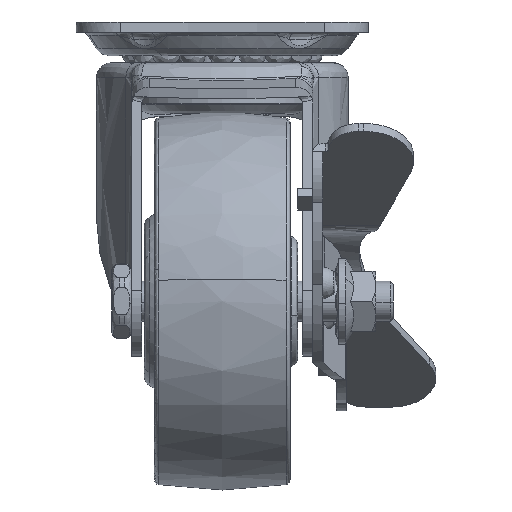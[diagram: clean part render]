
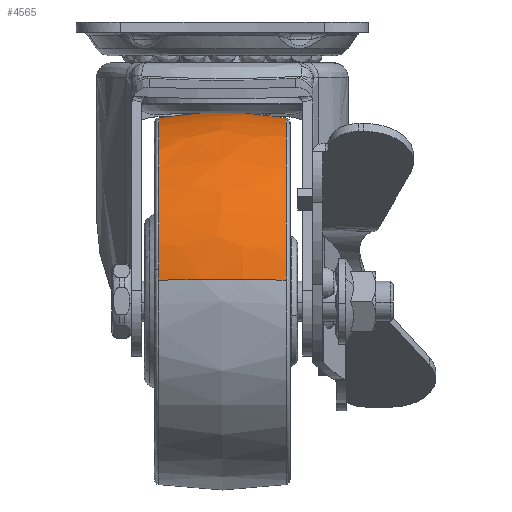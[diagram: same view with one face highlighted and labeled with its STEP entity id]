
A CAD part, left-side view. The second image highlights one B-rep face of the part: STEP entity #4565.
In plain terms, the highlighted free-form (B-spline) face has degree [2, 2] with [5, 3] control points.
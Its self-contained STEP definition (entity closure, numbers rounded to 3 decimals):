
#3833=CARTESIAN_POINT('',(-63.86,12.669,-49.125));
#3834=VERTEX_POINT('',#3833);
#3848=CARTESIAN_POINT('',(-28.0,12.669,-19.078));
#3849=VERTEX_POINT('',#3848);
#3850=CARTESIAN_POINT('',(-28.0,12.669,-19.078));
#3851=CARTESIAN_POINT('',(-58.519,12.669,-19.078));
#3852=CARTESIAN_POINT('',(-63.86,12.669,-49.125));
#3860=(BOUNDED_CURVE()B_SPLINE_CURVE(2,(#3850,#3851,#3852),.UNSPECIFIED.,.F.,.U.)B_SPLINE_CURVE_WITH_KNOTS((3,3),(0.5,0.72),.UNSPECIFIED.)CURVE()GEOMETRIC_REPRESENTATION_ITEM()RATIONAL_B_SPLINE_CURVE((1.0,0.742,0.938))REPRESENTATION_ITEM(''));
#3861=EDGE_CURVE('',#3849,#3834,#3860,.T.);
#3956=CARTESIAN_POINT('',(-64.179,12.669,-51.295));
#3957=VERTEX_POINT('',#3956);
#3973=CARTESIAN_POINT('',(-63.86,12.669,-49.125));
#3974=CARTESIAN_POINT('',(-64.052,12.669,-50.205));
#3975=CARTESIAN_POINT('',(-64.179,12.669,-51.295));
#3983=(BOUNDED_CURVE()B_SPLINE_CURVE(2,(#3973,#3974,#3975),.UNSPECIFIED.,.F.,.U.)B_SPLINE_CURVE_WITH_KNOTS((3,3),(0.72,0.73),.UNSPECIFIED.)CURVE()GEOMETRIC_REPRESENTATION_ITEM()RATIONAL_B_SPLINE_CURVE((0.938,0.947,0.957))REPRESENTATION_ITEM(''));
#3984=EDGE_CURVE('',#3834,#3957,#3983,.T.);
#4186=CARTESIAN_POINT('',(-28.0,-12.669,-19.078));
#4187=VERTEX_POINT('',#4186);
#4201=CARTESIAN_POINT('',(-64.179,-12.669,-51.295));
#4202=VERTEX_POINT('',#4201);
#4203=CARTESIAN_POINT('',(-28.0,-12.669,-19.078));
#4204=CARTESIAN_POINT('',(-60.434,-12.669,-19.078));
#4205=CARTESIAN_POINT('',(-64.179,-12.669,-51.295));
#4213=(BOUNDED_CURVE()B_SPLINE_CURVE(2,(#4203,#4204,#4205),.UNSPECIFIED.,.F.,.U.)B_SPLINE_CURVE_WITH_KNOTS((3,3),(0.5,0.73),.UNSPECIFIED.)CURVE()GEOMETRIC_REPRESENTATION_ITEM()RATIONAL_B_SPLINE_CURVE((1.0,0.731,0.957))REPRESENTATION_ITEM(''));
#4214=EDGE_CURVE('',#4187,#4202,#4213,.T.);
#4498=CARTESIAN_POINT('',(-28.,-12.669,-19.078));
#4499=CARTESIAN_POINT('',(-28.,-6.38,-18.));
#4500=CARTESIAN_POINT('',(-28.0,0.,-18.));
#4501=CARTESIAN_POINT('',(-28.0,6.38,-18.));
#4502=CARTESIAN_POINT('',(-28.,12.669,-19.078));
#4510=(BOUNDED_CURVE()B_SPLINE_CURVE(2,(#4498,#4499,#4500,#4501,#4502),.UNSPECIFIED.,.F.,.U.)B_SPLINE_CURVE_WITH_KNOTS((3,2,3),(0.417,0.5,0.583),.UNSPECIFIED.)CURVE()GEOMETRIC_REPRESENTATION_ITEM()RATIONAL_B_SPLINE_CURVE((0.963,0.978,1.0,0.978,0.963))REPRESENTATION_ITEM(''));
#4511=EDGE_CURVE('',#4187,#3849,#4510,.T.);
#4517=CARTESIAN_POINT('',(-64.179,-12.669,-51.295));
#4518=CARTESIAN_POINT('',(-65.249,-6.38,-51.17));
#4519=CARTESIAN_POINT('',(-65.249,0.,-51.17));
#4520=CARTESIAN_POINT('',(-65.249,6.38,-51.17));
#4521=CARTESIAN_POINT('',(-64.179,12.669,-51.295));
#4529=(BOUNDED_CURVE()B_SPLINE_CURVE(2,(#4517,#4518,#4519,#4520,#4521),.UNSPECIFIED.,.F.,.U.)B_SPLINE_CURVE_WITH_KNOTS((3,2,3),(0.417,0.5,0.583),.UNSPECIFIED.)CURVE()GEOMETRIC_REPRESENTATION_ITEM()RATIONAL_B_SPLINE_CURVE((0.921,0.936,0.957,0.936,0.921))REPRESENTATION_ITEM(''));
#4530=EDGE_CURVE('',#4202,#3957,#4529,.T.);
#4535=CARTESIAN_POINT('',(-28.,-13.945,-19.308));
#4536=CARTESIAN_POINT('',(-28.,-7.034,-18.));
#4537=CARTESIAN_POINT('',(-28.0,0.,-18.));
#4538=CARTESIAN_POINT('',(-28.,7.034,-18.));
#4539=CARTESIAN_POINT('',(-28.,13.945,-19.308));
#4540=CARTESIAN_POINT('',(-60.229,-13.945,-19.308));
#4541=CARTESIAN_POINT('',(-61.393,-7.034,-18.));
#4542=CARTESIAN_POINT('',(-61.393,0.,-18.));
#4543=CARTESIAN_POINT('',(-61.393,7.034,-18.));
#4544=CARTESIAN_POINT('',(-60.229,13.945,-19.308));
#4545=CARTESIAN_POINT('',(-63.95,-13.945,-51.321));
#4546=CARTESIAN_POINT('',(-65.249,-7.034,-51.17));
#4547=CARTESIAN_POINT('',(-65.249,0.,-51.17));
#4548=CARTESIAN_POINT('',(-65.249,7.034,-51.17));
#4549=CARTESIAN_POINT('',(-63.95,13.945,-51.321));
#4557=(BOUNDED_SURFACE()B_SPLINE_SURFACE(2,2,((#4535,#4540,#4545),(#4536,#4541,#4546),(#4537,#4542,#4547),(#4538,#4543,#4548),(#4539,#4544,#4549)),.UNSPECIFIED.,.F.,.F.,.U.)B_SPLINE_SURFACE_WITH_KNOTS((3,2,3),(3,3),(0.0,14.295,28.59),(0.0,57.099),.UNSPECIFIED.)GEOMETRIC_REPRESENTATION_ITEM()RATIONAL_B_SPLINE_SURFACE(((0.96,0.701,0.919),(0.975,0.713,0.933),(1.0,0.731,0.957),(0.975,0.713,0.933),(0.96,0.701,0.919)))REPRESENTATION_ITEM('')SURFACE());
#4558=ORIENTED_EDGE('',*,*,#3861,.T.);
#4559=ORIENTED_EDGE('',*,*,#3984,.T.);
#4560=ORIENTED_EDGE('',*,*,#4530,.F.);
#4561=ORIENTED_EDGE('',*,*,#4214,.F.);
#4562=ORIENTED_EDGE('',*,*,#4511,.T.);
#4563=EDGE_LOOP('',(#4558,#4559,#4560,#4561,#4562));
#4564=FACE_OUTER_BOUND('',#4563,.T.);
#4565=ADVANCED_FACE('',(#4564),#4557,.T.);
